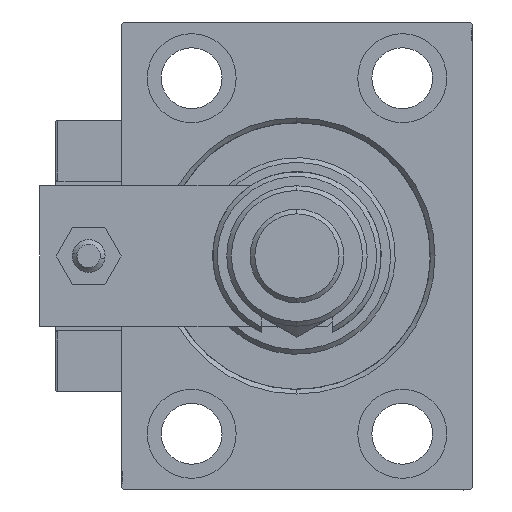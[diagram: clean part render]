
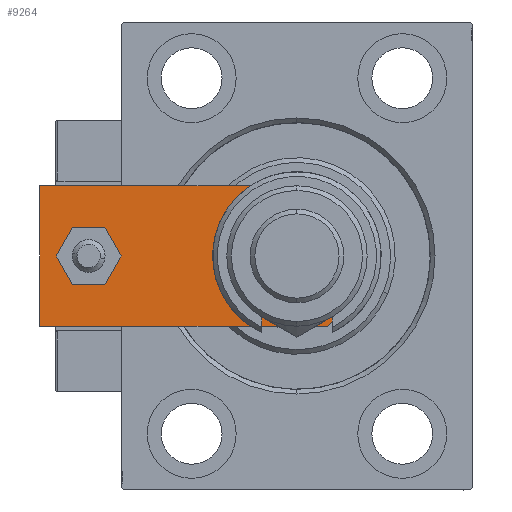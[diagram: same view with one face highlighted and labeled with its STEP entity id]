
A CAD part, left-side view. The second image highlights one B-rep face of the part: STEP entity #9264.
In plain terms, the highlighted face is planar.
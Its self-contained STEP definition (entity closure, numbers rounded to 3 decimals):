
#60 = VERTEX_POINT ( 'NONE', #6568 ) ;
#143 = CARTESIAN_POINT ( 'NONE',  ( -3.25, -3.25, 8. ) ) ;
#622 = ORIENTED_EDGE ( 'NONE', *, *, #30144, .T. ) ;
#903 = ORIENTED_EDGE ( 'NONE', *, *, #3246, .F. ) ;
#1133 = VECTOR ( 'NONE', #53852, 1000. ) ;
#1565 = CARTESIAN_POINT ( 'NONE',  ( 15., 0., 8. ) ) ;
#1587 = DIRECTION ( 'NONE',  ( 0.707, 0.707, 0. ) ) ;
#2090 = VERTEX_POINT ( 'NONE', #53785 ) ;
#2343 = ORIENTED_EDGE ( 'NONE', *, *, #44350, .T. ) ;
#3045 = DIRECTION ( 'NONE',  ( 1., 0., 0. ) ) ;
#3246 = EDGE_CURVE ( 'NONE', #53238, #25573, #44564, .T. ) ;
#3523 = DIRECTION ( 'NONE',  ( 1., 0., 0. ) ) ;
#3791 = CARTESIAN_POINT ( 'NONE',  ( 0., 59.5, 8. ) ) ;
#3812 = VERTEX_POINT ( 'NONE', #33961 ) ;
#4150 = DIRECTION ( 'NONE',  ( 1., 0., 0. ) ) ;
#4527 = AXIS2_PLACEMENT_3D ( 'NONE', #3791, #49826, #3523 ) ;
#5108 = LINE ( 'NONE', #1565, #50743 ) ;
#5340 = CIRCLE ( 'NONE', #50590, 10. ) ;
#5489 = VECTOR ( 'NONE', #4150, 1000. ) ;
#6245 = AXIS2_PLACEMENT_3D ( 'NONE', #27316, #43943, #3045 ) ;
#6546 = CARTESIAN_POINT ( 'NONE',  ( -10., 15., 8. ) ) ;
#6568 = CARTESIAN_POINT ( 'NONE',  ( -6.5, 0., 8. ) ) ;
#7433 = EDGE_LOOP ( 'NONE', ( #9854, #36820 ) ) ;
#7964 = EDGE_LOOP ( 'NONE', ( #903, #53728 ) ) ;
#9264 = ADVANCED_FACE ( 'NONE', ( #34274, #50881, #9453 ), #25281, .T. ) ;
#9430 = VERTEX_POINT ( 'NONE', #12119 ) ;
#9453 = FACE_BOUND ( 'NONE', #7433, .T. ) ;
#9854 = ORIENTED_EDGE ( 'NONE', *, *, #37785, .F. ) ;
#10741 = CARTESIAN_POINT ( 'NONE',  ( 15., 70., 8. ) ) ;
#11298 = DIRECTION ( 'NONE',  ( 0., -1., 0. ) ) ;
#12119 = CARTESIAN_POINT ( 'NONE',  ( -15., 8.5, 8. ) ) ;
#14781 = VECTOR ( 'NONE', #11298, 1000. ) ;
#16251 = EDGE_CURVE ( 'NONE', #52029, #20788, #51186, .T. ) ;
#16387 = AXIS2_PLACEMENT_3D ( 'NONE', #21821, #30538, #38985 ) ;
#16907 = DIRECTION ( 'NONE',  ( 0., 0., 1. ) ) ;
#17720 = ORIENTED_EDGE ( 'NONE', *, *, #16251, .T. ) ;
#19024 = CIRCLE ( 'NONE', #16387, 10. ) ;
#19860 = VERTEX_POINT ( 'NONE', #23098 ) ;
#20788 = VERTEX_POINT ( 'NONE', #31614 ) ;
#20910 = CARTESIAN_POINT ( 'NONE',  ( 6.5, 0., 8. ) ) ;
#21205 = DIRECTION ( 'NONE',  ( 0., 0., 1. ) ) ;
#21821 = CARTESIAN_POINT ( 'NONE',  ( 0., 15., 8. ) ) ;
#22538 = DIRECTION ( 'NONE',  ( 1., 0., 0. ) ) ;
#23098 = CARTESIAN_POINT ( 'NONE',  ( 15., 70., 8. ) ) ;
#24299 = DIRECTION ( 'NONE',  ( 1., 0., 0. ) ) ;
#25281 = PLANE ( 'NONE',  #51669 ) ;
#25314 = CARTESIAN_POINT ( 'NONE',  ( 3.25, -3.25, 8. ) ) ;
#25573 = VERTEX_POINT ( 'NONE', #40240 ) ;
#25675 = CARTESIAN_POINT ( 'NONE',  ( -15., 0., 8. ) ) ;
#26629 = ORIENTED_EDGE ( 'NONE', *, *, #44214, .T. ) ;
#26884 = CARTESIAN_POINT ( 'NONE',  ( -4., 59.5, 8. ) ) ;
#27316 = CARTESIAN_POINT ( 'NONE',  ( 0., 59.5, 8. ) ) ;
#27615 = EDGE_CURVE ( 'NONE', #3812, #46472, #19024, .T. ) ;
#29186 = VECTOR ( 'NONE', #1587, 1000. ) ;
#30144 = EDGE_CURVE ( 'NONE', #2090, #9430, #36661, .T. ) ;
#30538 = DIRECTION ( 'NONE',  ( 0., 0., 1. ) ) ;
#31168 = ORIENTED_EDGE ( 'NONE', *, *, #41032, .T. ) ;
#31204 = DIRECTION ( 'NONE',  ( -1., 0., 0. ) ) ;
#31614 = CARTESIAN_POINT ( 'NONE',  ( 15., 8.5, 8. ) ) ;
#32221 = EDGE_CURVE ( 'NONE', #25573, #53238, #41958, .T. ) ;
#32477 = CARTESIAN_POINT ( 'NONE',  ( 0., 15., 8. ) ) ;
#33961 = CARTESIAN_POINT ( 'NONE',  ( 10., 15., 8. ) ) ;
#34274 = FACE_BOUND ( 'NONE', #7964, .T. ) ;
#36661 = LINE ( 'NONE', #48653, #14781 ) ;
#36820 = ORIENTED_EDGE ( 'NONE', *, *, #27615, .F. ) ;
#37785 = EDGE_CURVE ( 'NONE', #46472, #3812, #5340, .T. ) ;
#38985 = DIRECTION ( 'NONE',  ( 1., 0., 0. ) ) ;
#40240 = CARTESIAN_POINT ( 'NONE',  ( 4., 59.5, 8. ) ) ;
#41032 = EDGE_CURVE ( 'NONE', #60, #52029, #46375, .T. ) ;
#41916 = CARTESIAN_POINT ( 'NONE',  ( 0., 0., 8. ) ) ;
#41958 = CIRCLE ( 'NONE', #6245, 4. ) ;
#42835 = EDGE_LOOP ( 'NONE', ( #622, #2343, #31168, #17720, #26629, #50690 ) ) ;
#42937 = VECTOR ( 'NONE', #31204, 1000. ) ;
#43943 = DIRECTION ( 'NONE',  ( 0., 0., 1. ) ) ;
#44214 = EDGE_CURVE ( 'NONE', #20788, #19860, #5108, .T. ) ;
#44274 = LINE ( 'NONE', #10741, #42937 ) ;
#44350 = EDGE_CURVE ( 'NONE', #9430, #60, #46212, .T. ) ;
#44564 = CIRCLE ( 'NONE', #4527, 4. ) ;
#44597 = EDGE_CURVE ( 'NONE', #19860, #2090, #44274, .T. ) ;
#46212 = LINE ( 'NONE', #143, #1133 ) ;
#46375 = LINE ( 'NONE', #25675, #5489 ) ;
#46472 = VERTEX_POINT ( 'NONE', #6546 ) ;
#46818 = DIRECTION ( 'NONE',  ( 0., 1., 0. ) ) ;
#48653 = CARTESIAN_POINT ( 'NONE',  ( -15., 70., 8. ) ) ;
#49826 = DIRECTION ( 'NONE',  ( 0., 0., 1. ) ) ;
#50590 = AXIS2_PLACEMENT_3D ( 'NONE', #32477, #16907, #24299 ) ;
#50690 = ORIENTED_EDGE ( 'NONE', *, *, #44597, .T. ) ;
#50743 = VECTOR ( 'NONE', #46818, 1000. ) ;
#50881 = FACE_OUTER_BOUND ( 'NONE', #42835, .T. ) ;
#51186 = LINE ( 'NONE', #25314, #29186 ) ;
#51669 = AXIS2_PLACEMENT_3D ( 'NONE', #41916, #21205, #22538 ) ;
#52029 = VERTEX_POINT ( 'NONE', #20910 ) ;
#53238 = VERTEX_POINT ( 'NONE', #26884 ) ;
#53728 = ORIENTED_EDGE ( 'NONE', *, *, #32221, .F. ) ;
#53785 = CARTESIAN_POINT ( 'NONE',  ( -15., 70., 8. ) ) ;
#53852 = DIRECTION ( 'NONE',  ( 0.707, -0.707, 0. ) ) ;
